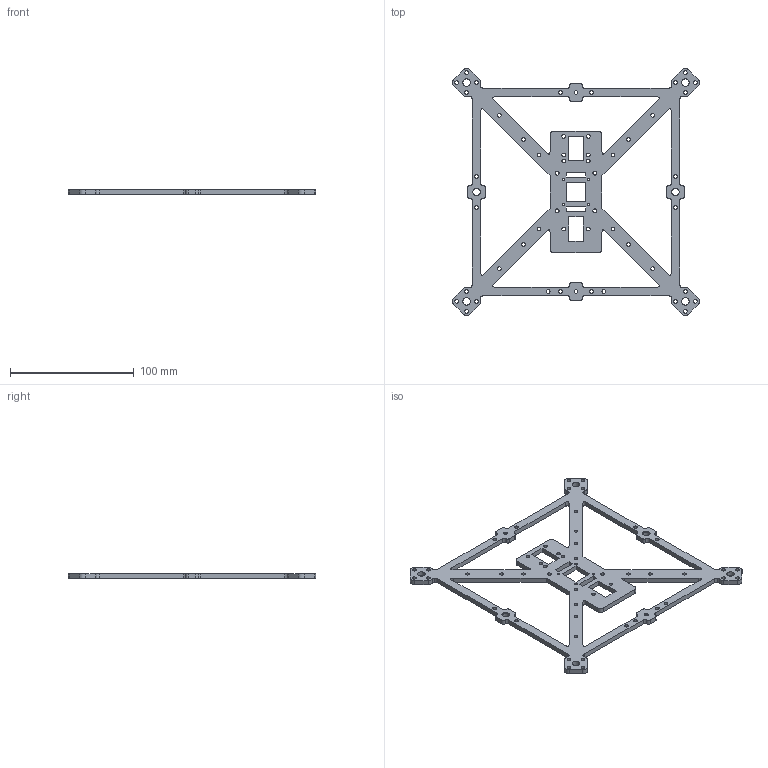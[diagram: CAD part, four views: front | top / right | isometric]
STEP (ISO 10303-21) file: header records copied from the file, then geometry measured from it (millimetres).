
FILE_DESCRIPTION(/* description */ (''),/* implementation_level */ '2;1');
FILE_NAME(/* name */ '',/* time_stamp */ '2025-07-08T12:53:54+08:00',/* author */ (''),/* organization */ (''),/* preprocessor_version */ 'ST-DEVELOPER v20.1',/* originating_system */ 'Autodesk Translation Framework v14.10.0.0',/* authorisation */ '');
FILE_SCHEMA (('AUTOMOTIVE_DESIGN { 1 0 10303 214 3 1 1 }'));
Length unit declared in the file: millimetre
Products named in the file (1): 安装板
Bounding box: 199.75 x 199.75 x 4 mm (x, y, z)
Volume: 48773.8 mm3; surface area: 36966.3 mm2
Topology: 1 solids, 1 shells, 227 faces, 663 edges, 442 vertices
Faces by surface type: cylinder 118, plane 79, bspline 30
Full cylindrical faces by diameter (mm): 2.1 x4, 3 x48, 3.1 x4, 6 x6, 6.5 x4
Entity records: 7947 total; most frequent: CARTESIAN_POINT 1633, ORIENTED_EDGE 1326, DIRECTION 1235, EDGE_CURVE 663, VERTEX_POINT 442, AXIS2_PLACEMENT_3D 434, EDGE_LOOP 373, LINE 367
